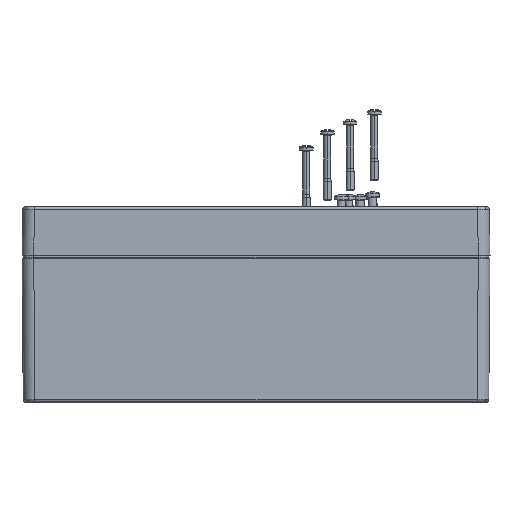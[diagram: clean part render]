
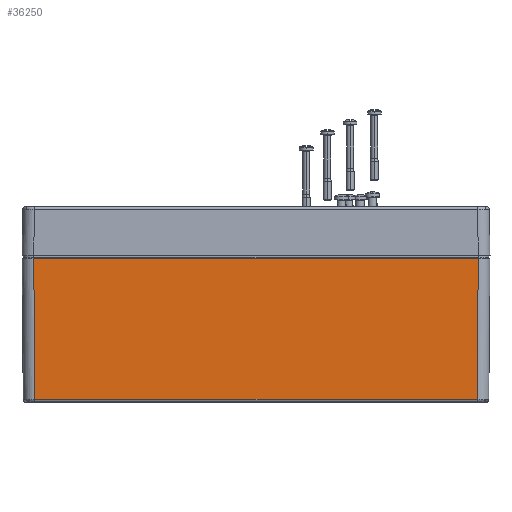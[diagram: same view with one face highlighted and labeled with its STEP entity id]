
A CAD part, top view. The second image highlights one B-rep face of the part: STEP entity #36250.
In plain terms, the highlighted planar face has unit normal (0, -0.008, 1).
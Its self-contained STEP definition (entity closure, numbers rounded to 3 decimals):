
#943 = VERTEX_POINT ( 'NONE', #34632 ) ;
#1025 = ORIENTED_EDGE ( 'NONE', *, *, #31843, .T. ) ;
#1038 = ORIENTED_EDGE ( 'NONE', *, *, #1058, .T. ) ;
#1047 = ORIENTED_EDGE ( 'NONE', *, *, #1056, .T. ) ;
#1056 = EDGE_CURVE ( 'NONE', #943, #38260, #35020, .T. ) ;
#1058 = EDGE_CURVE ( 'NONE', #38366, #39499, #35016, .T. ) ;
#1062 = ORIENTED_EDGE ( 'NONE', *, *, #38374, .T. ) ;
#23774 = DIRECTION ( 'NONE',  ( 1., 0., 0. ) ) ;
#23776 = VECTOR ( 'NONE', #23774, 1000. ) ;
#23777 = CARTESIAN_POINT ( 'NONE',  ( -120.25, -76.512, 59.372 ) ) ;
#23778 = LINE ( 'NONE', #23777, #23776 ) ;
#26129 = DIRECTION ( 'NONE',  ( 0., -1., -0.008 ) ) ;
#26130 = DIRECTION ( 'NONE',  ( 0., -0.008, 1. ) ) ;
#26131 = AXIS2_PLACEMENT_3D ( 'NONE', #26132, #26130, #26129 ) ;
#26132 = CARTESIAN_POINT ( 'NONE',  ( -120.25, 0., 60. ) ) ;
#26133 = PLANE ( 'NONE',  #26131 ) ;
#26135 = FACE_OUTER_BOUND ( 'NONE', #35984, .T. ) ;
#27906 = CARTESIAN_POINT ( 'NONE',  ( 114.217, -4., 59.967 ) ) ;
#28134 = DIRECTION ( 'NONE',  ( -1., 0., 0. ) ) ;
#28135 = VECTOR ( 'NONE', #28134, 1000. ) ;
#28136 = CARTESIAN_POINT ( 'NONE',  ( -120.25, -4., 59.967 ) ) ;
#28137 = LINE ( 'NONE', #28136, #28135 ) ;
#28147 = CARTESIAN_POINT ( 'NONE',  ( -114.217, -4., 59.967 ) ) ;
#30718 = CARTESIAN_POINT ( 'NONE',  ( -113.623, -76.512, 59.372 ) ) ;
#31843 = EDGE_CURVE ( 'NONE', #39499, #943, #23778, .T. ) ;
#34632 = CARTESIAN_POINT ( 'NONE',  ( 113.623, -76.512, 59.372 ) ) ;
#35016 = LINE ( 'NONE', #35079, #35078 ) ;
#35017 = DIRECTION ( 'NONE',  ( 0.008, 1., 0.008 ) ) ;
#35018 = VECTOR ( 'NONE', #35017, 1000. ) ;
#35019 = CARTESIAN_POINT ( 'NONE',  ( 114.234, -1.923, 59.984 ) ) ;
#35020 = LINE ( 'NONE', #35019, #35018 ) ;
#35077 = DIRECTION ( 'NONE',  ( 0.008, -1., -0.008 ) ) ;
#35078 = VECTOR ( 'NONE', #35077, 1000. ) ;
#35079 = CARTESIAN_POINT ( 'NONE',  ( -114.251, 0.049, 60. ) ) ;
#35984 = EDGE_LOOP ( 'NONE', ( #1047, #1062, #1038, #1025 ) ) ;
#36250 = ADVANCED_FACE ( 'NONE', ( #26135 ), #26133, .T. ) ;
#38260 = VERTEX_POINT ( 'NONE', #27906 ) ;
#38366 = VERTEX_POINT ( 'NONE', #28147 ) ;
#38374 = EDGE_CURVE ( 'NONE', #38260, #38366, #28137, .T. ) ;
#39499 = VERTEX_POINT ( 'NONE', #30718 ) ;
